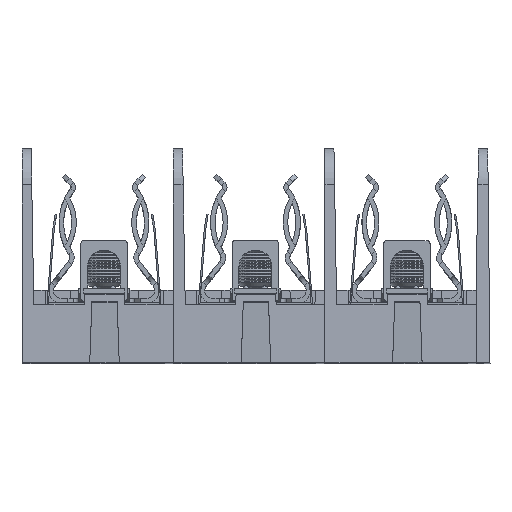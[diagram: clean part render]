
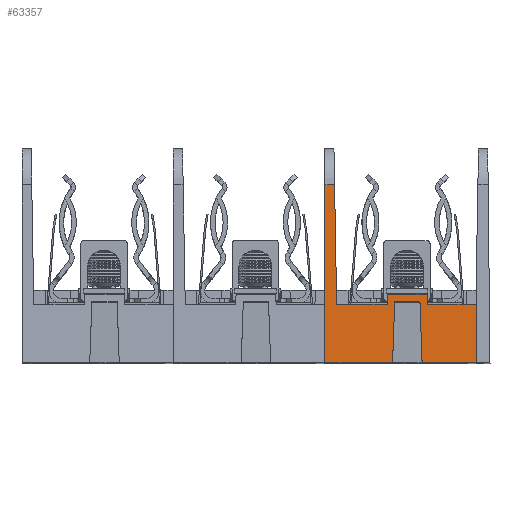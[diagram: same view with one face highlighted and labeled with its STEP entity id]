
A CAD part, top view. The second image highlights one B-rep face of the part: STEP entity #63357.
In plain terms, the highlighted planar face has unit normal (0, 0.035, 0.999).
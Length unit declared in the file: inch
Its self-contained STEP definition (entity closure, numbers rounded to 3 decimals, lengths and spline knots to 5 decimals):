
#583 = VECTOR ( 'NONE', #96492, 39.37008 ) ;
#2204 = LINE ( 'NONE', #46077, #81339 ) ;
#2796 = CARTESIAN_POINT ( 'NONE',  ( -0.133, 0.58, 1.97975 ) ) ;
#3604 = DIRECTION ( 'NONE',  ( 1., 0., 0. ) ) ;
#6316 = EDGE_CURVE ( 'NONE', #131335, #118882, #131291, .T. ) ;
#6382 = CARTESIAN_POINT ( 'NONE',  ( -0.058, 0.60505, 1.97887 ) ) ;
#6911 = VECTOR ( 'NONE', #71589, 39.37008 ) ;
#7750 = DIRECTION ( 'NONE',  ( -0.035, 0.999, -0.035 ) ) ;
#8111 = ORIENTED_EDGE ( 'NONE', *, *, #117228, .F. ) ;
#8411 = VERTEX_POINT ( 'NONE', #2796 ) ;
#9171 = CARTESIAN_POINT ( 'NONE',  ( 0.75, 0.58, 1.97975 ) ) ;
#10460 = ORIENTED_EDGE ( 'NONE', *, *, #115020, .F. ) ;
#12485 = LINE ( 'NONE', #67949, #119018 ) ;
#15000 = CARTESIAN_POINT ( 'NONE',  ( 0.75, 0., 2. ) ) ;
#15031 = CARTESIAN_POINT ( 'NONE',  ( -0.63303, 0.58, 1.97975 ) ) ;
#15180 = VECTOR ( 'NONE', #91731, 39.37008 ) ;
#15509 = EDGE_CURVE ( 'NONE', #52779, #8411, #116718, .T. ) ;
#18995 = VECTOR ( 'NONE', #77078, 39.37008 ) ;
#23071 = DIRECTION ( 'NONE',  ( 0., 0.035, 0.999 ) ) ;
#23864 = ORIENTED_EDGE ( 'NONE', *, *, #34093, .F. ) ;
#24486 = DIRECTION ( 'NONE',  ( 0.035, 0.999, -0.035 ) ) ;
#24730 = CARTESIAN_POINT ( 'NONE',  ( 0.26351, 0.68, 1.97625 ) ) ;
#25223 = VECTOR ( 'NONE', #57884, 39.37008 ) ;
#28490 = VECTOR ( 'NONE', #60660, 39.37008 ) ;
#30030 = CARTESIAN_POINT ( 'NONE',  ( 0.75, 0.58, 1.97975 ) ) ;
#30883 = CARTESIAN_POINT ( 'NONE',  ( 0.21314, 0., 2. ) ) ;
#31680 = LINE ( 'NONE', #71499, #28490 ) ;
#31865 = VERTEX_POINT ( 'NONE', #115732 ) ;
#34014 = EDGE_CURVE ( 'NONE', #8411, #131335, #128127, .T. ) ;
#34093 = EDGE_CURVE ( 'NONE', #102180, #103562, #2204, .T. ) ;
#34746 = CARTESIAN_POINT ( 'NONE',  ( 0.267, 0.68, 1.97625 ) ) ;
#35073 = DIRECTION ( 'NONE',  ( 0., -0.999, 0.035 ) ) ;
#35967 = CARTESIAN_POINT ( 'NONE',  ( 0.192, 0.60505, 1.97887 ) ) ;
#37207 = EDGE_CURVE ( 'NONE', #98408, #81594, #41307, .T. ) ;
#37853 = DIRECTION ( 'NONE',  ( 0., 0.999, -0.035 ) ) ;
#38073 = VECTOR ( 'NONE', #37853, 39.37008 ) ;
#40144 = EDGE_CURVE ( 'NONE', #121523, #104092, #31680, .T. ) ;
#41126 = EDGE_LOOP ( 'NONE', ( #76207, #101320, #55797, #23864, #10460, #8111, #80956, #117018, #62084, #77407, #64136, #51005, #125496, #81628 ) ) ;
#41307 = LINE ( 'NONE', #110048, #38073 ) ;
#45045 = CARTESIAN_POINT ( 'NONE',  ( 0.2138, -0.01871, 2.00065 ) ) ;
#46077 = CARTESIAN_POINT ( 'NONE',  ( 0.75, 0., 2. ) ) ;
#48165 = CARTESIAN_POINT ( 'NONE',  ( 0.75, 0.58, 1.97975 ) ) ;
#50720 = CARTESIAN_POINT ( 'NONE',  ( -0.65368, 1.76309, 1.93843 ) ) ;
#51005 = ORIENTED_EDGE ( 'NONE', *, *, #86825, .T. ) ;
#52528 = VERTEX_POINT ( 'NONE', #50720 ) ;
#52779 = VERTEX_POINT ( 'NONE', #15031 ) ;
#55148 = CARTESIAN_POINT ( 'NONE',  ( -0.133, 0.58, 1.97975 ) ) ;
#55797 = ORIENTED_EDGE ( 'NONE', *, *, #82456, .F. ) ;
#57884 = DIRECTION ( 'NONE',  ( -0.017, 0.999, -0.035 ) ) ;
#59942 = CARTESIAN_POINT ( 'NONE',  ( 0.75, 0., 2. ) ) ;
#60660 = DIRECTION ( 'NONE',  ( -0.035, -0.999, 0.035 ) ) ;
#61843 = AXIS2_PLACEMENT_3D ( 'NONE', #84901, #23071, #95257 ) ;
#62084 = ORIENTED_EDGE ( 'NONE', *, *, #34014, .F. ) ;
#63357 = ADVANCED_FACE ( 'NONE', ( #92552 ), #94394, .T. ) ;
#64136 = ORIENTED_EDGE ( 'NONE', *, *, #133653, .T. ) ;
#66283 = CARTESIAN_POINT ( 'NONE',  ( 0.75, 0., 2. ) ) ;
#67284 = EDGE_CURVE ( 'NONE', #104092, #98408, #68709, .T. ) ;
#67349 = LINE ( 'NONE', #110674, #118886 ) ;
#67949 = CARTESIAN_POINT ( 'NONE',  ( -0.66, 1.76309, 1.93843 ) ) ;
#68709 = LINE ( 'NONE', #59942, #96088 ) ;
#71499 = CARTESIAN_POINT ( 'NONE',  ( -0.07813, 0.0289, 1.99899 ) ) ;
#71589 = DIRECTION ( 'NONE',  ( 1., 0., 0. ) ) ;
#76207 = ORIENTED_EDGE ( 'NONE', *, *, #40144, .F. ) ;
#76354 = DIRECTION ( 'NONE',  ( -1., 0., 0. ) ) ;
#77078 = DIRECTION ( 'NONE',  ( -1., 0., 0. ) ) ;
#77407 = ORIENTED_EDGE ( 'NONE', *, *, #15509, .F. ) ;
#80956 = ORIENTED_EDGE ( 'NONE', *, *, #96301, .T. ) ;
#81339 = VECTOR ( 'NONE', #76354, 39.37008 ) ;
#81527 = CARTESIAN_POINT ( 'NONE',  ( -0.75, 0., 2. ) ) ;
#81594 = VERTEX_POINT ( 'NONE', #107048 ) ;
#81628 = ORIENTED_EDGE ( 'NONE', *, *, #67284, .F. ) ;
#82456 = EDGE_CURVE ( 'NONE', #103562, #105061, #110406, .T. ) ;
#84901 = CARTESIAN_POINT ( 'NONE',  ( 0.75, 0., 2. ) ) ;
#86825 = EDGE_CURVE ( 'NONE', #52528, #81594, #12485, .T. ) ;
#90784 = CARTESIAN_POINT ( 'NONE',  ( -0.07914, 0., 2. ) ) ;
#91731 = DIRECTION ( 'NONE',  ( 1., 0., 0. ) ) ;
#92552 = FACE_OUTER_BOUND ( 'NONE', #41126, .T. ) ;
#94394 = PLANE ( 'NONE',  #61843 ) ;
#95257 = DIRECTION ( 'NONE',  ( 0., 0.999, -0.035 ) ) ;
#96088 = VECTOR ( 'NONE', #121678, 39.37008 ) ;
#96301 = EDGE_CURVE ( 'NONE', #31865, #118882, #67349, .T. ) ;
#96492 = DIRECTION ( 'NONE',  ( -0.035, 0.999, -0.035 ) ) ;
#97531 = LINE ( 'NONE', #9171, #15180 ) ;
#98408 = VERTEX_POINT ( 'NONE', #81527 ) ;
#98837 = VECTOR ( 'NONE', #35073, 39.37008 ) ;
#101320 = ORIENTED_EDGE ( 'NONE', *, *, #116215, .F. ) ;
#102082 = LINE ( 'NONE', #66283, #98837 ) ;
#102180 = VERTEX_POINT ( 'NONE', #15000 ) ;
#103562 = VERTEX_POINT ( 'NONE', #30883 ) ;
#103863 = VECTOR ( 'NONE', #3604, 39.37008 ) ;
#104092 = VERTEX_POINT ( 'NONE', #90784 ) ;
#105061 = VERTEX_POINT ( 'NONE', #35967 ) ;
#107048 = CARTESIAN_POINT ( 'NONE',  ( -0.75, 1.76309, 1.93843 ) ) ;
#108094 = DIRECTION ( 'NONE',  ( -1., 0., 0. ) ) ;
#108239 = CARTESIAN_POINT ( 'NONE',  ( -0.058, 0.60505, 1.97887 ) ) ;
#108529 = CARTESIAN_POINT ( 'NONE',  ( -0.12951, 0.68, 1.97625 ) ) ;
#110048 = CARTESIAN_POINT ( 'NONE',  ( -0.75, 0., 2. ) ) ;
#110406 = LINE ( 'NONE', #45045, #583 ) ;
#110674 = CARTESIAN_POINT ( 'NONE',  ( 0.267, 0.58, 1.97975 ) ) ;
#114647 = VERTEX_POINT ( 'NONE', #48165 ) ;
#115020 = EDGE_CURVE ( 'NONE', #114647, #102180, #102082, .T. ) ;
#115732 = CARTESIAN_POINT ( 'NONE',  ( 0.267, 0.58, 1.97975 ) ) ;
#116215 = EDGE_CURVE ( 'NONE', #105061, #121523, #125480, .T. ) ;
#116718 = LINE ( 'NONE', #30030, #6911 ) ;
#117018 = ORIENTED_EDGE ( 'NONE', *, *, #6316, .F. ) ;
#117228 = EDGE_CURVE ( 'NONE', #31865, #114647, #97531, .T. ) ;
#118882 = VERTEX_POINT ( 'NONE', #24730 ) ;
#118886 = VECTOR ( 'NONE', #7750, 39.37008 ) ;
#119018 = VECTOR ( 'NONE', #108094, 39.37008 ) ;
#121523 = VERTEX_POINT ( 'NONE', #6382 ) ;
#121678 = DIRECTION ( 'NONE',  ( -1., 0., 0. ) ) ;
#124912 = VECTOR ( 'NONE', #24486, 39.37008 ) ;
#125480 = LINE ( 'NONE', #108239, #18995 ) ;
#125496 = ORIENTED_EDGE ( 'NONE', *, *, #37207, .F. ) ;
#128127 = LINE ( 'NONE', #55148, #124912 ) ;
#130050 = CARTESIAN_POINT ( 'NONE',  ( -0.66212, 2.24667, 1.92154 ) ) ;
#131291 = LINE ( 'NONE', #34746, #103863 ) ;
#131335 = VERTEX_POINT ( 'NONE', #108529 ) ;
#131748 = LINE ( 'NONE', #130050, #25223 ) ;
#133653 = EDGE_CURVE ( 'NONE', #52779, #52528, #131748, .T. ) ;
